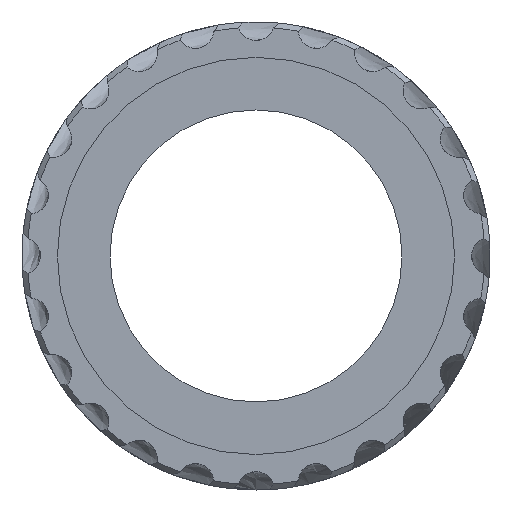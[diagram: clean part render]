
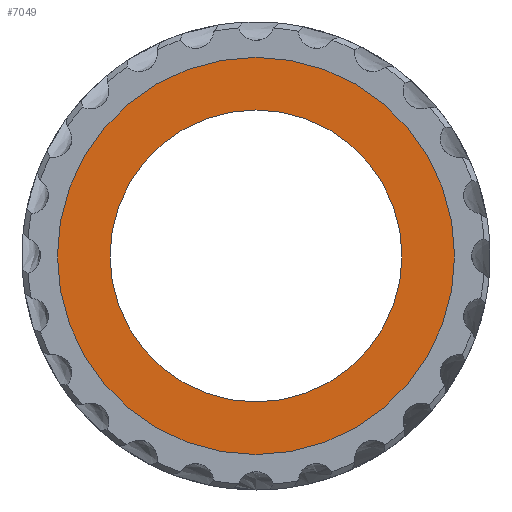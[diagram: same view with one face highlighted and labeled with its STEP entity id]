
A CAD part, front view. The second image highlights one B-rep face of the part: STEP entity #7049.
In plain terms, the highlighted planar face has unit normal (0, -1, 0).
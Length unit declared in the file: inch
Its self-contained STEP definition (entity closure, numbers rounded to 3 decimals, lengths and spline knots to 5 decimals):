
#83 = ORIENTED_EDGE ( 'NONE', *, *, #6810, .T. ) ;
#827 = DIRECTION ( 'NONE',  ( -1., 0., 0. ) ) ;
#877 = FACE_OUTER_BOUND ( 'NONE', #3275, .T. ) ;
#938 = EDGE_CURVE ( 'NONE', #7481, #9812, #1967, .T. ) ;
#1043 = FACE_BOUND ( 'NONE', #8980, .T. ) ;
#1267 = EDGE_CURVE ( 'NONE', #9457, #4777, #7632, .T. ) ;
#1719 = DIRECTION ( 'NONE',  ( 0., -1., 0. ) ) ;
#1967 = CIRCLE ( 'NONE', #11548, 0.068 ) ;
#2600 = AXIS2_PLACEMENT_3D ( 'NONE', #3138, #12661, #9547 ) ;
#2764 = DIRECTION ( 'NONE',  ( -1., 0., 0. ) ) ;
#3020 = ORIENTED_EDGE ( 'NONE', *, *, #12087, .T. ) ;
#3138 = CARTESIAN_POINT ( 'NONE',  ( 0.0925, 0., 0. ) ) ;
#3275 = EDGE_LOOP ( 'NONE', ( #3020, #8221 ) ) ;
#3835 = AXIS2_PLACEMENT_3D ( 'NONE', #9821, #1719, #12974 ) ;
#3836 = AXIS2_PLACEMENT_3D ( 'NONE', #5954, #6033, #827 ) ;
#4437 = CARTESIAN_POINT ( 'NONE',  ( 0.068, 0., 0. ) ) ;
#4522 = DIRECTION ( 'NONE',  ( 0., 0., -1. ) ) ;
#4777 = VERTEX_POINT ( 'NONE', #9070 ) ;
#4811 = AXIS2_PLACEMENT_3D ( 'NONE', #10719, #5595, #4522 ) ;
#5595 = DIRECTION ( 'NONE',  ( 0., -1., 0. ) ) ;
#5954 = CARTESIAN_POINT ( 'NONE',  ( 0., 0., 0. ) ) ;
#6033 = DIRECTION ( 'NONE',  ( 0., 1., 0. ) ) ;
#6093 = CIRCLE ( 'NONE', #3835, 0.0925 ) ;
#6810 = EDGE_CURVE ( 'NONE', #9812, #7481, #11206, .T. ) ;
#7049 = ADVANCED_FACE ( 'NONE', ( #1043, #877 ), #9274, .T. ) ;
#7481 = VERTEX_POINT ( 'NONE', #12892 ) ;
#7632 = CIRCLE ( 'NONE', #4811, 0.0925 ) ;
#7926 = DIRECTION ( 'NONE',  ( 0., 1., 0. ) ) ;
#8046 = CARTESIAN_POINT ( 'NONE',  ( 0., 0., 0.0925 ) ) ;
#8221 = ORIENTED_EDGE ( 'NONE', *, *, #1267, .T. ) ;
#8980 = EDGE_LOOP ( 'NONE', ( #12851, #83 ) ) ;
#9070 = CARTESIAN_POINT ( 'NONE',  ( 0., 0., -0.0925 ) ) ;
#9274 = PLANE ( 'NONE',  #2600 ) ;
#9457 = VERTEX_POINT ( 'NONE', #8046 ) ;
#9547 = DIRECTION ( 'NONE',  ( 0., 0., -1. ) ) ;
#9812 = VERTEX_POINT ( 'NONE', #4437 ) ;
#9821 = CARTESIAN_POINT ( 'NONE',  ( 0., 0., 0. ) ) ;
#10719 = CARTESIAN_POINT ( 'NONE',  ( 0., 0., 0. ) ) ;
#11196 = CARTESIAN_POINT ( 'NONE',  ( 0., 0., 0. ) ) ;
#11206 = CIRCLE ( 'NONE', #3836, 0.068 ) ;
#11548 = AXIS2_PLACEMENT_3D ( 'NONE', #11196, #7926, #2764 ) ;
#12087 = EDGE_CURVE ( 'NONE', #4777, #9457, #6093, .T. ) ;
#12661 = DIRECTION ( 'NONE',  ( 0., -1., 0. ) ) ;
#12851 = ORIENTED_EDGE ( 'NONE', *, *, #938, .T. ) ;
#12892 = CARTESIAN_POINT ( 'NONE',  ( -0.068, 0., 0. ) ) ;
#12974 = DIRECTION ( 'NONE',  ( 0., 0., -1. ) ) ;
